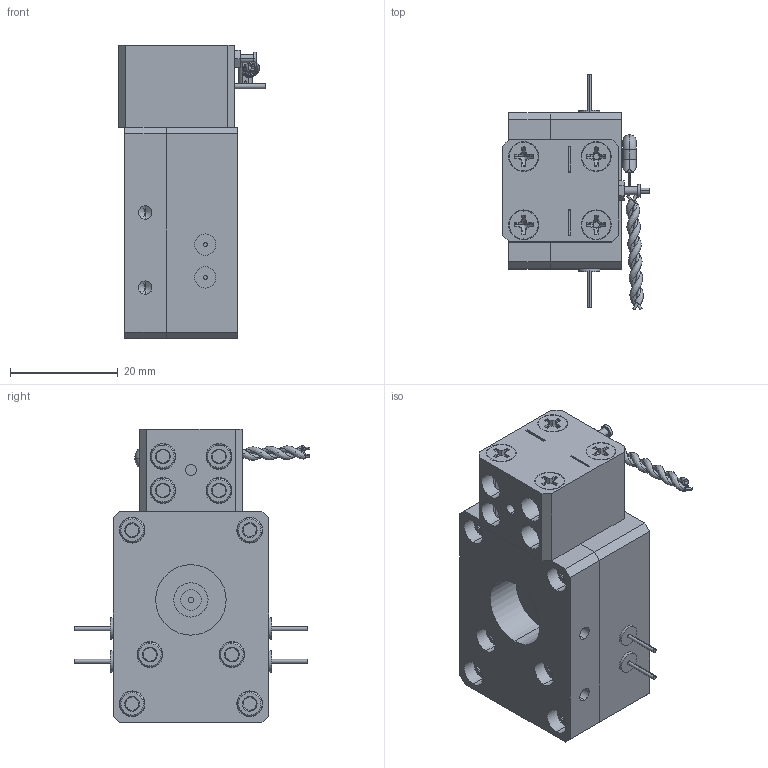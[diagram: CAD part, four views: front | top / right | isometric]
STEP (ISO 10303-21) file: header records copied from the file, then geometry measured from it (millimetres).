
FILE_DESCRIPTION (( 'STEP AP214' ), '1' );
FILE_NAME ('SM-NAC-D-G, DF.STEP', '2025-09-03T19:23:13', ( '' ), ( '' ), 'SwSTEP 2.0', 'SolidWorks 2021', '' );
FILE_SCHEMA (( 'AUTOMOTIVE_DESIGN' ));
Length unit declared in the file: inch
Products named in the file (1): SM-NAC-D-G, DF
Bounding box: 27.3 x 43.84 x 54.61 mm (x, y, z)
Volume: 28229.8 mm3; surface area: 15392.4 mm2
Topology: 7 solids, 27 shells, 994 faces, 2408 edges, 1524 vertices
Faces by surface type: plane 411, cylinder 313, cone 249, bspline 17, torus 4
Entity records: 51258 total; most frequent: CARTESIAN_POINT 16090, ORIENTED_EDGE 4736, DIRECTION 4574, EDGE_CURVE 2368, AXIS2_PLACEMENT_3D 1744, VERTEX_POINT 1524, EDGE_LOOP 1170, VECTOR 1086
